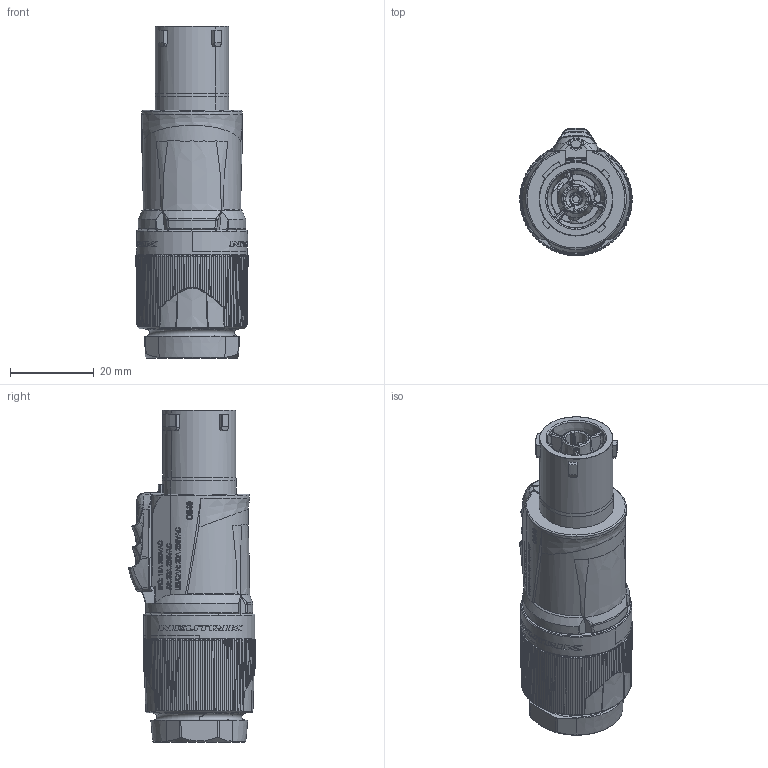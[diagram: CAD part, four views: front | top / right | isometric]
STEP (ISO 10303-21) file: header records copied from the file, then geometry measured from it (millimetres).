
FILE_DESCRIPTION((''),'2;1');
FILE_NAME('30012174','2025-01-30T14:48:51',('SYSTEM'),(''),'CREO PARAMETRIC BY PTC INC, 2023424','CREO PARAMETRIC BY PTC INC, 2023424','');
FILE_SCHEMA(('CONFIG_CONTROL_DESIGN'));
Products named in the file (1): 30012174
Bounding box: 26.83 x 30.32 x 79.25 mm (x, y, z)
Volume: 33411.2 mm3; surface area: 8151.8 mm2
Topology: 1 solids, 1 shells, 2954 faces, 7711 edges, 4878 vertices
Faces by surface type: plane 1194, extrusion 751, bspline 478, cylinder 220, cone 137, torus 124, sphere 50
Entity records: 117190 total; most frequent: CARTESIAN_POINT 53044, ORIENTED_EDGE 15418, DIRECTION 9422, EDGE_CURVE 7709, VERTEX_POINT 4878, B_SPLINE_CURVE_WITH_KNOTS 4385, VECTOR 3680, EDGE_LOOP 3075
